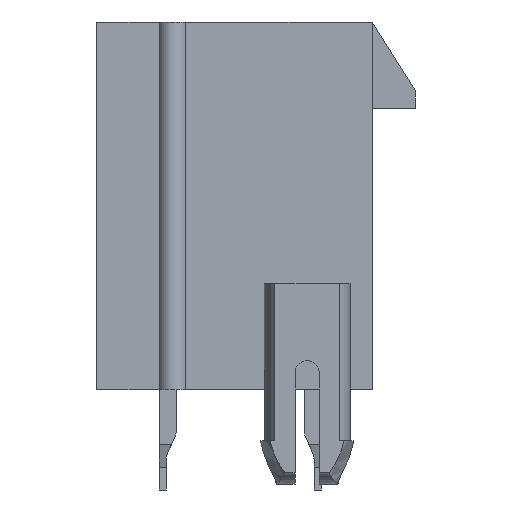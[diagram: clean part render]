
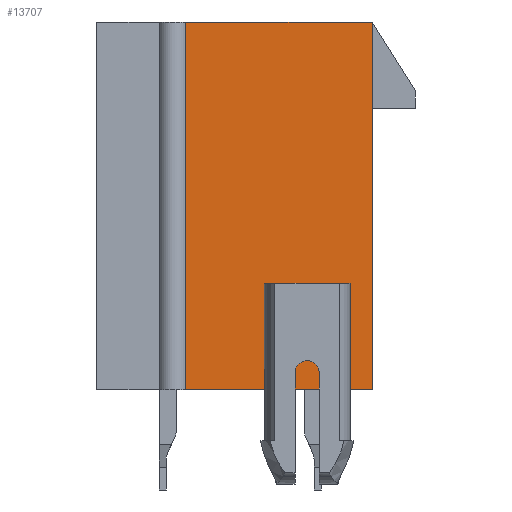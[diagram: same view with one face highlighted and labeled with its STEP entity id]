
A CAD part, left-side view. The second image highlights one B-rep face of the part: STEP entity #13707.
In plain terms, the highlighted planar face has unit normal (-1, 0, 0).
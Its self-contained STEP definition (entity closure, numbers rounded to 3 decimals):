
#610=ORIENTED_EDGE('',*,*,#4693,.T.);
#611=ORIENTED_EDGE('',*,*,#4694,.T.);
#612=ORIENTED_EDGE('',*,*,#4695,.T.);
#613=ORIENTED_EDGE('',*,*,#4696,.F.);
#614=ORIENTED_EDGE('',*,*,#4697,.F.);
#615=ORIENTED_EDGE('',*,*,#4698,.F.);
#616=ORIENTED_EDGE('',*,*,#4699,.F.);
#617=ORIENTED_EDGE('',*,*,#4700,.F.);
#4693=EDGE_CURVE('',#6724,#6725,#8021,.T.);
#4694=EDGE_CURVE('',#6725,#6726,#8022,.T.);
#4695=EDGE_CURVE('',#6726,#6727,#8023,.T.);
#4696=EDGE_CURVE('',#6724,#6727,#8024,.T.);
#4697=EDGE_CURVE('',#6728,#6729,#8025,.T.);
#4698=EDGE_CURVE('',#6730,#6728,#8026,.T.);
#4699=EDGE_CURVE('',#6731,#6730,#8027,.T.);
#4700=EDGE_CURVE('',#6729,#6731,#8028,.T.);
#6724=VERTEX_POINT('',#19349);
#6725=VERTEX_POINT('',#19350);
#6726=VERTEX_POINT('',#19352);
#6727=VERTEX_POINT('',#19354);
#6728=VERTEX_POINT('',#19357);
#6729=VERTEX_POINT('',#19358);
#6730=VERTEX_POINT('',#19360);
#6731=VERTEX_POINT('',#19362);
#8021=LINE('',#19348,#9947);
#8022=LINE('',#19351,#9948);
#8023=LINE('',#19353,#9949);
#8024=LINE('',#19355,#9950);
#8025=LINE('',#19356,#9951);
#8026=LINE('',#19359,#9952);
#8027=LINE('',#19361,#9953);
#8028=LINE('',#19363,#9954);
#9947=VECTOR('',#15599,1000.);
#9948=VECTOR('',#15600,1000.);
#9949=VECTOR('',#15601,1000.);
#9950=VECTOR('',#15602,1000.);
#9951=VECTOR('',#15603,1000.);
#9952=VECTOR('',#15604,1000.);
#9953=VECTOR('',#15605,1000.);
#9954=VECTOR('',#15606,1000.);
#11637=EDGE_LOOP('',(#610,#611,#612,#613));
#11638=EDGE_LOOP('',(#614,#615,#616,#617));
#12361=FACE_BOUND('',#11637,.T.);
#12362=FACE_BOUND('',#11638,.T.);
#13077=PLANE('',#14445);
#13707=ADVANCED_FACE('',(#12361,#12362),#13077,.T.);
#14445=AXIS2_PLACEMENT_3D('',#19347,#15597,#15598);
#15597=DIRECTION('',(-1.,0.,0.));
#15598=DIRECTION('',(0.,0.,1.));
#15599=DIRECTION('',(0.,-1.,0.));
#15600=DIRECTION('',(0.,0.,1.));
#15601=DIRECTION('',(0.,1.,0.));
#15602=DIRECTION('',(0.,0.,1.));
#15603=DIRECTION('',(0.,0.,-1.));
#15604=DIRECTION('',(0.,1.,0.));
#15605=DIRECTION('',(0.,0.,1.));
#15606=DIRECTION('',(0.,-1.,0.));
#19347=CARTESIAN_POINT('',(-19.55,0.,0.));
#19348=CARTESIAN_POINT('',(-19.55,4.8,-6.4));
#19349=CARTESIAN_POINT('',(-19.55,1.7,-6.4));
#19350=CARTESIAN_POINT('',(-19.55,-4.8,-6.4));
#19351=CARTESIAN_POINT('',(-19.55,-4.8,-6.4));
#19352=CARTESIAN_POINT('',(-19.55,-4.8,6.4));
#19353=CARTESIAN_POINT('',(-19.55,-4.8,6.4));
#19354=CARTESIAN_POINT('',(-19.55,1.7,6.4));
#19355=CARTESIAN_POINT('',(-19.55,1.7,-6.4));
#19356=CARTESIAN_POINT('',(-19.55,-1.78,-2.7));
#19357=CARTESIAN_POINT('',(-19.55,-1.78,-2.7));
#19358=CARTESIAN_POINT('',(-19.55,-1.78,-5.3));
#19359=CARTESIAN_POINT('',(-19.55,-3.28,-2.7));
#19360=CARTESIAN_POINT('',(-19.55,-3.28,-2.7));
#19361=CARTESIAN_POINT('',(-19.55,-3.28,-5.3));
#19362=CARTESIAN_POINT('',(-19.55,-3.28,-5.3));
#19363=CARTESIAN_POINT('',(-19.55,-1.78,-5.3));
